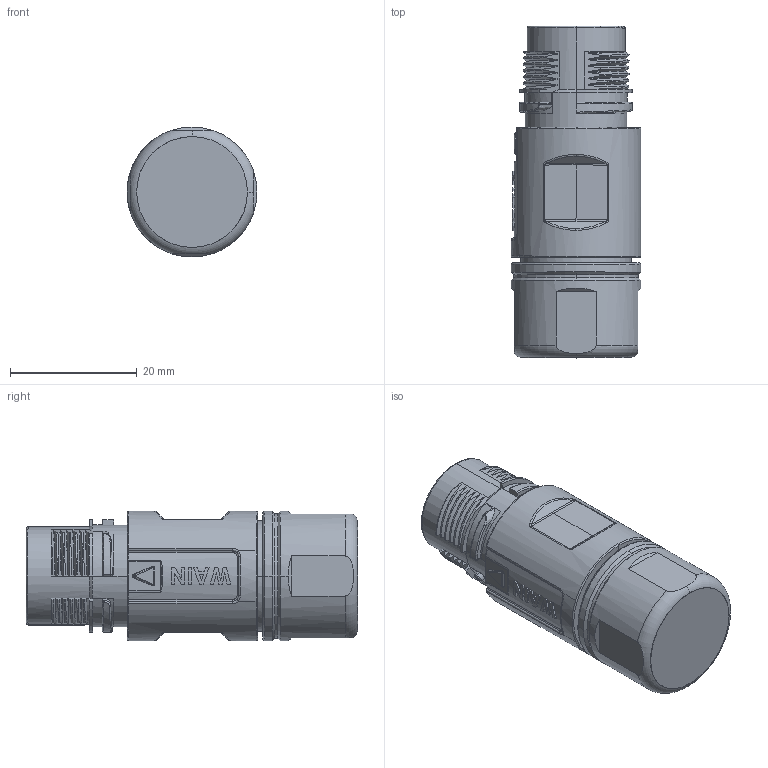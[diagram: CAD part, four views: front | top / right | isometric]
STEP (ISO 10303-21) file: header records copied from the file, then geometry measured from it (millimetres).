
FILE_DESCRIPTION((''),'2;1');
FILE_NAME('3D_1650077002505_M17-007R-CCT-D','2023-12-15T',('tc.chen'),(''),'PRO/ENGINEER BY PARAMETRIC TECHNOLOGY CORPORATION, 2012480','PRO/ENGINEER BY PARAMETRIC TECHNOLOGY CORPORATION, 2012480','');
FILE_SCHEMA(('CONFIG_CONTROL_DESIGN'));
Length unit declared in the file: millimetre
Products named in the file (1): 3D_1650077002505_M17-007R-CCT-D
Bounding box: 20.52 x 52.41 x 20.5 mm (x, y, z)
Volume: 13212.9 mm3; surface area: 173576.1 mm2
Topology: 1 solids, 1 shells, 822 faces, 2336 edges, 1539 vertices
Faces by surface type: plane 401, cylinder 179, bspline 134, torus 50, cone 27, extrusion 21, sphere 10
Entity records: 38401 total; most frequent: CARTESIAN_POINT 18356, ORIENTED_EDGE 4648, DIRECTION 3448, EDGE_CURVE 2324, VERTEX_POINT 1539, VECTOR 1236, LINE 1215, AXIS2_PLACEMENT_3D 1106
